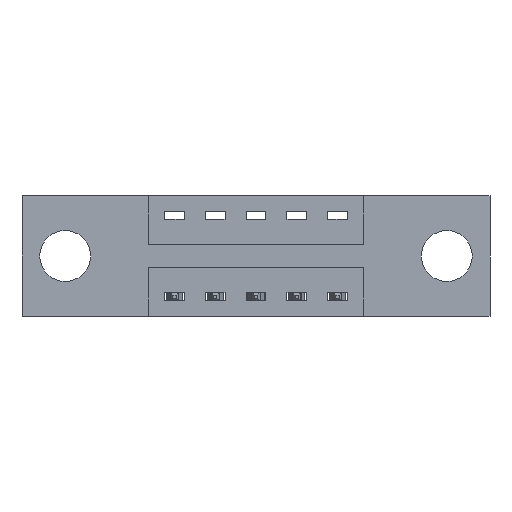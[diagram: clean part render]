
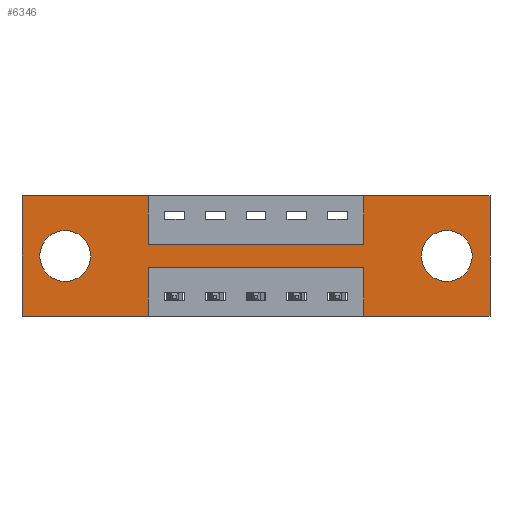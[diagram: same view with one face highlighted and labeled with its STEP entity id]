
A CAD part, front view. The second image highlights one B-rep face of the part: STEP entity #6346.
In plain terms, the highlighted planar face has unit normal (0, -1, 0).
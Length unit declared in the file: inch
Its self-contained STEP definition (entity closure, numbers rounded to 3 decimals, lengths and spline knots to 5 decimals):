
#51 = EDGE_CURVE ( 'NONE', #2555, #7807, #5557, .T. ) ;
#125 = EDGE_LOOP ( 'NONE', ( #6096, #7967 ) ) ;
#137 = LINE ( 'NONE', #927, #3281 ) ;
#205 = VERTEX_POINT ( 'NONE', #1663 ) ;
#249 = EDGE_CURVE ( 'NONE', #5196, #6817, #7496, .T. ) ;
#272 = DIRECTION ( 'NONE',  ( 0., 0., 1. ) ) ;
#397 = VERTEX_POINT ( 'NONE', #4817 ) ;
#407 = EDGE_CURVE ( 'NONE', #7906, #2143, #6516, .T. ) ;
#436 = AXIS2_PLACEMENT_3D ( 'NONE', #3187, #7564, #3827 ) ;
#481 = EDGE_CURVE ( 'NONE', #5819, #5314, #7591, .T. ) ;
#511 = ORIENTED_EDGE ( 'NONE', *, *, #792, .F. ) ;
#583 = EDGE_CURVE ( 'NONE', #3680, #2555, #5159, .T. ) ;
#735 = CARTESIAN_POINT ( 'NONE',  ( 0.3875, 0., -0.15 ) ) ;
#792 = EDGE_CURVE ( 'NONE', #2050, #2703, #3765, .T. ) ;
#853 = CARTESIAN_POINT ( 'NONE',  ( 1.0475, 0., -0.22 ) ) ;
#865 = LINE ( 'NONE', #6034, #4418 ) ;
#927 = CARTESIAN_POINT ( 'NONE',  ( 0., 0., 0. ) ) ;
#1013 = DIRECTION ( 'NONE',  ( 0., 0., 1. ) ) ;
#1075 = VECTOR ( 'NONE', #1013, 39.37008 ) ;
#1179 = DIRECTION ( 'NONE',  ( 0., 0., -1. ) ) ;
#1215 = CARTESIAN_POINT ( 'NONE',  ( 1.435, 0., -0.37 ) ) ;
#1260 = VERTEX_POINT ( 'NONE', #5400 ) ;
#1323 = CARTESIAN_POINT ( 'NONE',  ( 0., 0., -0.37 ) ) ;
#1408 = DIRECTION ( 'NONE',  ( -1., 0., 0. ) ) ;
#1441 = DIRECTION ( 'NONE',  ( 0., 0., -1. ) ) ;
#1633 = ORIENTED_EDGE ( 'NONE', *, *, #51, .F. ) ;
#1661 = EDGE_LOOP ( 'NONE', ( #6588, #7089 ) ) ;
#1663 = CARTESIAN_POINT ( 'NONE',  ( 0.1325, 0., -0.107 ) ) ;
#1723 = ORIENTED_EDGE ( 'NONE', *, *, #3408, .F. ) ;
#1756 = VECTOR ( 'NONE', #1408, 39.37008 ) ;
#1775 = CARTESIAN_POINT ( 'NONE',  ( 1.3025, 0., -0.263 ) ) ;
#1861 = EDGE_CURVE ( 'NONE', #2703, #2853, #5399, .T. ) ;
#1873 = CARTESIAN_POINT ( 'NONE',  ( 0.3875, 0., 0. ) ) ;
#2050 = VERTEX_POINT ( 'NONE', #1215 ) ;
#2068 = DIRECTION ( 'NONE',  ( 0., 0., -1. ) ) ;
#2143 = VERTEX_POINT ( 'NONE', #1323 ) ;
#2172 = CARTESIAN_POINT ( 'NONE',  ( 1.0475, 0., -0.15 ) ) ;
#2183 = CARTESIAN_POINT ( 'NONE',  ( 0.3875, 0., -0.15 ) ) ;
#2225 = AXIS2_PLACEMENT_3D ( 'NONE', #7773, #4052, #272 ) ;
#2310 = ORIENTED_EDGE ( 'NONE', *, *, #8075, .F. ) ;
#2365 = EDGE_LOOP ( 'NONE', ( #4662, #1723, #3268, #511, #6689, #7081, #6989, #2310, #1633, #2904, #6385, #4257 ) ) ;
#2378 = EDGE_CURVE ( 'NONE', #6817, #397, #865, .T. ) ;
#2426 = FACE_OUTER_BOUND ( 'NONE', #2365, .T. ) ;
#2524 = VECTOR ( 'NONE', #4642, 39.37008 ) ;
#2555 = VERTEX_POINT ( 'NONE', #1873 ) ;
#2622 = CARTESIAN_POINT ( 'NONE',  ( 1.0475, 0., -0.37 ) ) ;
#2673 = LINE ( 'NONE', #735, #5992 ) ;
#2703 = VERTEX_POINT ( 'NONE', #2622 ) ;
#2838 = CIRCLE ( 'NONE', #436, 0.078 ) ;
#2853 = VERTEX_POINT ( 'NONE', #853 ) ;
#2904 = ORIENTED_EDGE ( 'NONE', *, *, #583, .F. ) ;
#3015 = LINE ( 'NONE', #5775, #1756 ) ;
#3124 = DIRECTION ( 'NONE',  ( 0., 0., 1. ) ) ;
#3147 = CARTESIAN_POINT ( 'NONE',  ( 0.3875, 0., -0.37 ) ) ;
#3187 = CARTESIAN_POINT ( 'NONE',  ( 1.3025, 0., -0.185 ) ) ;
#3268 = ORIENTED_EDGE ( 'NONE', *, *, #1861, .F. ) ;
#3281 = VECTOR ( 'NONE', #4104, 39.37008 ) ;
#3408 = EDGE_CURVE ( 'NONE', #2853, #1260, #3015, .T. ) ;
#3530 = DIRECTION ( 'NONE',  ( 0., 0., -1. ) ) ;
#3544 = CARTESIAN_POINT ( 'NONE',  ( 1.0475, 0., 0. ) ) ;
#3600 = CARTESIAN_POINT ( 'NONE',  ( 0., 0., -0.37 ) ) ;
#3606 = PLANE ( 'NONE',  #5237 ) ;
#3651 = CARTESIAN_POINT ( 'NONE',  ( 0., 0., -0.37 ) ) ;
#3680 = VERTEX_POINT ( 'NONE', #6112 ) ;
#3765 = LINE ( 'NONE', #3600, #5059 ) ;
#3768 = CARTESIAN_POINT ( 'NONE',  ( 1.3025, 0., -0.107 ) ) ;
#3814 = CARTESIAN_POINT ( 'NONE',  ( 1.0475, 0., 0. ) ) ;
#3827 = DIRECTION ( 'NONE',  ( 0., 0., -1. ) ) ;
#3885 = VECTOR ( 'NONE', #3530, 39.37008 ) ;
#3888 = FACE_BOUND ( 'NONE', #125, .T. ) ;
#3933 = VERTEX_POINT ( 'NONE', #6469 ) ;
#3957 = EDGE_CURVE ( 'NONE', #3933, #205, #5549, .T. ) ;
#4029 = EDGE_CURVE ( 'NONE', #2143, #3680, #137, .T. ) ;
#4052 = DIRECTION ( 'NONE',  ( 0., 1., 0. ) ) ;
#4104 = DIRECTION ( 'NONE',  ( 0., 0., 1. ) ) ;
#4207 = DIRECTION ( 'NONE',  ( 1., 0., 0. ) ) ;
#4257 = ORIENTED_EDGE ( 'NONE', *, *, #407, .F. ) ;
#4326 = DIRECTION ( 'NONE',  ( -1., 0., 0. ) ) ;
#4418 = VECTOR ( 'NONE', #6665, 39.37008 ) ;
#4524 = LINE ( 'NONE', #5178, #5969 ) ;
#4642 = DIRECTION ( 'NONE',  ( 0., 0., 1. ) ) ;
#4662 = ORIENTED_EDGE ( 'NONE', *, *, #4999, .F. ) ;
#4817 = CARTESIAN_POINT ( 'NONE',  ( 1.435, 0., 0. ) ) ;
#4935 = DIRECTION ( 'NONE',  ( 0., -1., 0. ) ) ;
#4999 = EDGE_CURVE ( 'NONE', #1260, #7906, #5498, .T. ) ;
#5059 = VECTOR ( 'NONE', #7441, 39.37008 ) ;
#5159 = LINE ( 'NONE', #5826, #6603 ) ;
#5178 = CARTESIAN_POINT ( 'NONE',  ( 1.435, 0., 0. ) ) ;
#5196 = VERTEX_POINT ( 'NONE', #2172 ) ;
#5237 = AXIS2_PLACEMENT_3D ( 'NONE', #3651, #4935, #1179 ) ;
#5314 = VERTEX_POINT ( 'NONE', #1775 ) ;
#5345 = CARTESIAN_POINT ( 'NONE',  ( 1.3025, 0., -0.185 ) ) ;
#5399 = LINE ( 'NONE', #7885, #1075 ) ;
#5400 = CARTESIAN_POINT ( 'NONE',  ( 0.3875, 0., -0.22 ) ) ;
#5498 = LINE ( 'NONE', #3147, #7152 ) ;
#5545 = AXIS2_PLACEMENT_3D ( 'NONE', #6955, #6859, #3124 ) ;
#5549 = CIRCLE ( 'NONE', #2225, 0.078 ) ;
#5557 = LINE ( 'NONE', #7769, #3885 ) ;
#5591 = EDGE_CURVE ( 'NONE', #397, #2050, #4524, .T. ) ;
#5775 = CARTESIAN_POINT ( 'NONE',  ( 0.3875, 0., -0.22 ) ) ;
#5791 = EDGE_CURVE ( 'NONE', #205, #3933, #7924, .T. ) ;
#5819 = VERTEX_POINT ( 'NONE', #3768 ) ;
#5826 = CARTESIAN_POINT ( 'NONE',  ( 0., 0., 0. ) ) ;
#5969 = VECTOR ( 'NONE', #2068, 39.37008 ) ;
#5992 = VECTOR ( 'NONE', #6353, 39.37008 ) ;
#6034 = CARTESIAN_POINT ( 'NONE',  ( 0., 0., 0. ) ) ;
#6096 = ORIENTED_EDGE ( 'NONE', *, *, #5791, .T. ) ;
#6112 = CARTESIAN_POINT ( 'NONE',  ( 0., 0., 0. ) ) ;
#6284 = CARTESIAN_POINT ( 'NONE',  ( 0., 0., -0.37 ) ) ;
#6346 = ADVANCED_FACE ( 'NONE', ( #7014, #3888, #2426 ), #3606, .T. ) ;
#6353 = DIRECTION ( 'NONE',  ( 1., 0., 0. ) ) ;
#6385 = ORIENTED_EDGE ( 'NONE', *, *, #4029, .F. ) ;
#6469 = CARTESIAN_POINT ( 'NONE',  ( 0.1325, 0., -0.263 ) ) ;
#6472 = EDGE_CURVE ( 'NONE', #5314, #5819, #2838, .T. ) ;
#6516 = LINE ( 'NONE', #6284, #7981 ) ;
#6588 = ORIENTED_EDGE ( 'NONE', *, *, #481, .T. ) ;
#6603 = VECTOR ( 'NONE', #4207, 39.37008 ) ;
#6614 = CARTESIAN_POINT ( 'NONE',  ( 0.3875, 0., -0.37 ) ) ;
#6665 = DIRECTION ( 'NONE',  ( 1., 0., 0. ) ) ;
#6689 = ORIENTED_EDGE ( 'NONE', *, *, #5591, .F. ) ;
#6737 = AXIS2_PLACEMENT_3D ( 'NONE', #5345, #6878, #1441 ) ;
#6817 = VERTEX_POINT ( 'NONE', #3544 ) ;
#6859 = DIRECTION ( 'NONE',  ( 0., 1., 0. ) ) ;
#6877 = DIRECTION ( 'NONE',  ( 0., 0., -1. ) ) ;
#6878 = DIRECTION ( 'NONE',  ( 0., 1., 0. ) ) ;
#6955 = CARTESIAN_POINT ( 'NONE',  ( 0.1325, 0., -0.185 ) ) ;
#6989 = ORIENTED_EDGE ( 'NONE', *, *, #249, .F. ) ;
#7014 = FACE_BOUND ( 'NONE', #1661, .T. ) ;
#7081 = ORIENTED_EDGE ( 'NONE', *, *, #2378, .F. ) ;
#7089 = ORIENTED_EDGE ( 'NONE', *, *, #6472, .T. ) ;
#7152 = VECTOR ( 'NONE', #6877, 39.37008 ) ;
#7441 = DIRECTION ( 'NONE',  ( -1., 0., 0. ) ) ;
#7496 = LINE ( 'NONE', #3814, #2524 ) ;
#7564 = DIRECTION ( 'NONE',  ( 0., 1., 0. ) ) ;
#7591 = CIRCLE ( 'NONE', #6737, 0.078 ) ;
#7769 = CARTESIAN_POINT ( 'NONE',  ( 0.3875, 0., 0. ) ) ;
#7773 = CARTESIAN_POINT ( 'NONE',  ( 0.1325, 0., -0.185 ) ) ;
#7807 = VERTEX_POINT ( 'NONE', #2183 ) ;
#7885 = CARTESIAN_POINT ( 'NONE',  ( 1.0475, 0., -0.37 ) ) ;
#7906 = VERTEX_POINT ( 'NONE', #6614 ) ;
#7924 = CIRCLE ( 'NONE', #5545, 0.078 ) ;
#7967 = ORIENTED_EDGE ( 'NONE', *, *, #3957, .T. ) ;
#7981 = VECTOR ( 'NONE', #4326, 39.37008 ) ;
#8075 = EDGE_CURVE ( 'NONE', #7807, #5196, #2673, .T. ) ;
